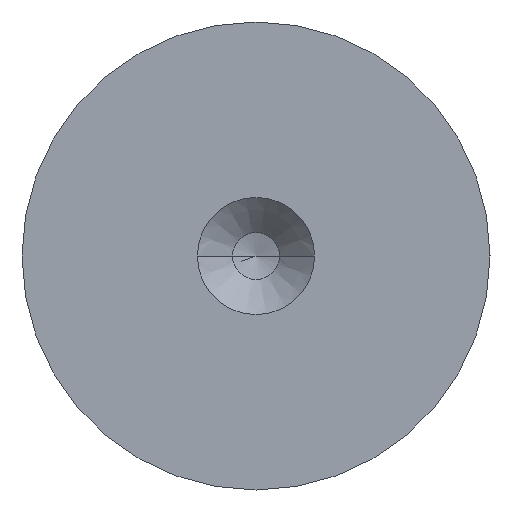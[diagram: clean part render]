
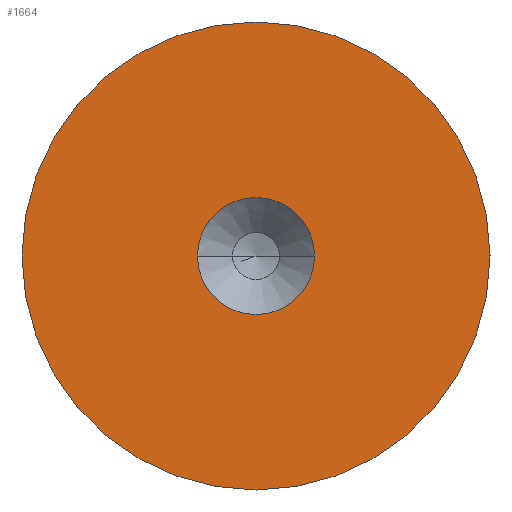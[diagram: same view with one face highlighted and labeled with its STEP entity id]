
A CAD part, left-side view. The second image highlights one B-rep face of the part: STEP entity #1664.
In plain terms, the highlighted planar face has unit normal (-1, 0, 0).
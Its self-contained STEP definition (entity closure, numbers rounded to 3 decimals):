
#968 = EDGE_CURVE( '', #1356, #1748, #2190, .T. );
#1184 = VERTEX_POINT( '', #2430 );
#1214 = EDGE_CURVE( '', #1184, #1334, #2464, .T. );
#1288 = EDGE_CURVE( '', #1748, #1356, #2544, .T. );
#1334 = VERTEX_POINT( '', #2594 );
#1356 = VERTEX_POINT( '', #2618 );
#1664 = ADVANCED_FACE( '', ( #2955, #2956 ), #2957, .T. );
#1668 = EDGE_CURVE( '', #1334, #1184, #2961, .T. );
#1748 = VERTEX_POINT( '', #3050 );
#2190 = CIRCLE( '', #3712, 1.875 );
#2430 = CARTESIAN_POINT( '', ( 0., -7.5, 0. ) );
#2464 = CIRCLE( '', #4099, 7.5 );
#2544 = CIRCLE( '', #4222, 1.875 );
#2594 = CARTESIAN_POINT( '', ( 0., 7.5, 0. ) );
#2618 = CARTESIAN_POINT( '', ( 0., -1.875, 0. ) );
#2955 = FACE_BOUND( '', #4864, .T. );
#2956 = FACE_OUTER_BOUND( '', #4865, .T. );
#2957 = PLANE( '', #4866 );
#2961 = CIRCLE( '', #4871, 7.5 );
#3050 = CARTESIAN_POINT( '', ( 0., 1.875, 0. ) );
#3712 = AXIS2_PLACEMENT_3D( '', #5533, #5534, #5535 );
#4099 = AXIS2_PLACEMENT_3D( '', #5848, #5849, #5850 );
#4222 = AXIS2_PLACEMENT_3D( '', #5923, #5924, #5925 );
#4864 = EDGE_LOOP( '', ( #6419, #6420 ) );
#4865 = EDGE_LOOP( '', ( #6421, #6422 ) );
#4866 = AXIS2_PLACEMENT_3D( '', #6423, #6424, #6425 );
#4871 = AXIS2_PLACEMENT_3D( '', #6426, #6427, #6428 );
#5533 = CARTESIAN_POINT( '', ( 0., 0., 0. ) );
#5534 = DIRECTION( '', ( 1., 0., 0. ) );
#5535 = DIRECTION( '', ( 0., 1., 0. ) );
#5848 = CARTESIAN_POINT( '', ( 0., 0., 0. ) );
#5849 = DIRECTION( '', ( -1., 0., 0. ) );
#5850 = DIRECTION( '', ( 0., 1., 0. ) );
#5923 = CARTESIAN_POINT( '', ( 0., 0., 0. ) );
#5924 = DIRECTION( '', ( 1., 0., 0. ) );
#5925 = DIRECTION( '', ( 0., 1., 0. ) );
#6419 = ORIENTED_EDGE( '', *, *, #1288, .T. );
#6420 = ORIENTED_EDGE( '', *, *, #968, .T. );
#6421 = ORIENTED_EDGE( '', *, *, #1668, .T. );
#6422 = ORIENTED_EDGE( '', *, *, #1214, .T. );
#6423 = CARTESIAN_POINT( '', ( 0., 3.75, 0. ) );
#6424 = DIRECTION( '', ( -1., 0., 0. ) );
#6425 = DIRECTION( '', ( 0., 1., 0. ) );
#6426 = CARTESIAN_POINT( '', ( 0., 0., 0. ) );
#6427 = DIRECTION( '', ( -1., 0., 0. ) );
#6428 = DIRECTION( '', ( 0., 1., 0. ) );
